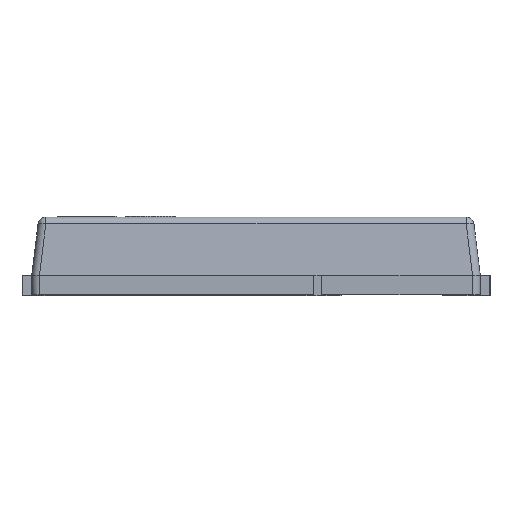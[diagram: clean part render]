
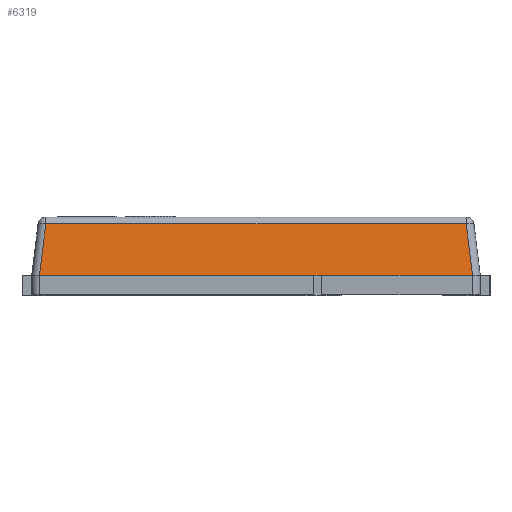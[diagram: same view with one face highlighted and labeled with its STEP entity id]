
A CAD part, left-side view. The second image highlights one B-rep face of the part: STEP entity #6319.
In plain terms, the highlighted planar face has unit normal (-0.993, 0, 0.122).
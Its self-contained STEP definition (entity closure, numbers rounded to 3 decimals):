
#218 = VECTOR ( 'NONE', #18028, 1000. ) ;
#765 = LINE ( 'NONE', #16921, #11344 ) ;
#1020 = DIRECTION ( 'NONE',  ( 0.122, 0., 0.993 ) ) ;
#1121 = VERTEX_POINT ( 'NONE', #4166 ) ;
#1205 = CARTESIAN_POINT ( 'NONE',  ( -2.45, 2.875, 0. ) ) ;
#1642 = LINE ( 'NONE', #13074, #218 ) ;
#1703 = VERTEX_POINT ( 'NONE', #15625 ) ;
#1755 = VECTOR ( 'NONE', #11925, 1000. ) ;
#1939 = DIRECTION ( 'NONE',  ( -0.121, 0.121, -0.985 ) ) ;
#2280 = VECTOR ( 'NONE', #6118, 1000. ) ;
#2523 = CARTESIAN_POINT ( 'NONE',  ( -2.45, -0.74, 0. ) ) ;
#2740 = FACE_OUTER_BOUND ( 'NONE', #12943, .T. ) ;
#2756 = ORIENTED_EDGE ( 'NONE', *, *, #8824, .T. ) ;
#2856 = ORIENTED_EDGE ( 'NONE', *, *, #7408, .T. ) ;
#3126 = CARTESIAN_POINT ( 'NONE',  ( -2.45, 2.775, 0. ) ) ;
#3141 = ORIENTED_EDGE ( 'NONE', *, *, #10864, .T. ) ;
#3188 = EDGE_CURVE ( 'NONE', #11604, #19708, #13102, .T. ) ;
#3737 = AXIS2_PLACEMENT_3D ( 'NONE', #6165, #7572, #10874 ) ;
#3865 = VERTEX_POINT ( 'NONE', #20677 ) ;
#4166 = CARTESIAN_POINT ( 'NONE',  ( -2.45, -2.776, 0. ) ) ;
#4397 = CARTESIAN_POINT ( 'NONE',  ( -2.45, 2.775, 0. ) ) ;
#4998 = VECTOR ( 'NONE', #11687, 1000. ) ;
#5226 = VERTEX_POINT ( 'NONE', #18944 ) ;
#5622 = VECTOR ( 'NONE', #19670, 1000. ) ;
#6071 = CARTESIAN_POINT ( 'NONE',  ( -2.45, -0.74, 0. ) ) ;
#6118 = DIRECTION ( 'NONE',  ( 0., -1., 0. ) ) ;
#6165 = CARTESIAN_POINT ( 'NONE',  ( -2.45, 2.875, 0. ) ) ;
#6198 = CARTESIAN_POINT ( 'NONE',  ( -2.369, -2.694, 0.662 ) ) ;
#6267 = ORIENTED_EDGE ( 'NONE', *, *, #9492, .T. ) ;
#6319 = ADVANCED_FACE ( 'NONE', ( #2740 ), #19043, .T. ) ;
#6586 = ORIENTED_EDGE ( 'NONE', *, *, #3188, .T. ) ;
#6592 = EDGE_CURVE ( 'NONE', #20741, #11604, #17182, .T. ) ;
#6999 = LINE ( 'NONE', #20089, #1755 ) ;
#7408 = EDGE_CURVE ( 'NONE', #3865, #20741, #6999, .T. ) ;
#7420 = CARTESIAN_POINT ( 'NONE',  ( -2.45, -2.775, 0. ) ) ;
#7572 = DIRECTION ( 'NONE',  ( -0.993, 0., 0.122 ) ) ;
#8534 = EDGE_CURVE ( 'NONE', #20229, #1121, #15454, .T. ) ;
#8824 = EDGE_CURVE ( 'NONE', #14407, #5226, #765, .T. ) ;
#9021 = CARTESIAN_POINT ( 'NONE',  ( -2.45, -2.776, 0. ) ) ;
#9492 = EDGE_CURVE ( 'NONE', #11783, #20229, #15857, .T. ) ;
#9562 = EDGE_CURVE ( 'NONE', #1121, #14407, #19737, .T. ) ;
#10689 = VECTOR ( 'NONE', #1939, 1000. ) ;
#10864 = EDGE_CURVE ( 'NONE', #19708, #11783, #1642, .T. ) ;
#10874 = DIRECTION ( 'NONE',  ( 0.122, 0., 0.993 ) ) ;
#11344 = VECTOR ( 'NONE', #18448, 1000. ) ;
#11604 = VERTEX_POINT ( 'NONE', #13241 ) ;
#11687 = DIRECTION ( 'NONE',  ( 0.121, 0.121, 0.985 ) ) ;
#11699 = ORIENTED_EDGE ( 'NONE', *, *, #9562, .T. ) ;
#11783 = VERTEX_POINT ( 'NONE', #18466 ) ;
#11925 = DIRECTION ( 'NONE',  ( 0., -1., 0. ) ) ;
#12943 = EDGE_LOOP ( 'NONE', ( #13783, #21130, #2856, #16086, #6586, #3141, #6267, #14113, #11699, #2756 ) ) ;
#12997 = VECTOR ( 'NONE', #1020, 1000. ) ;
#13074 = CARTESIAN_POINT ( 'NONE',  ( -2.45, -0.84, 0. ) ) ;
#13102 = LINE ( 'NONE', #17956, #5622 ) ;
#13241 = CARTESIAN_POINT ( 'NONE',  ( -2.45, -0.74, 0.004 ) ) ;
#13257 = CARTESIAN_POINT ( 'NONE',  ( -2.45, -0.84, 0.004 ) ) ;
#13621 = CARTESIAN_POINT ( 'NONE',  ( -2.45, -2.775, 0. ) ) ;
#13766 = EDGE_CURVE ( 'NONE', #1703, #3865, #18357, .T. ) ;
#13783 = ORIENTED_EDGE ( 'NONE', *, *, #15796, .T. ) ;
#14113 = ORIENTED_EDGE ( 'NONE', *, *, #8534, .T. ) ;
#14407 = VERTEX_POINT ( 'NONE', #6198 ) ;
#14578 = CARTESIAN_POINT ( 'NONE',  ( -2.45, 2.775, 0. ) ) ;
#14776 = LINE ( 'NONE', #21127, #10689 ) ;
#15234 = CARTESIAN_POINT ( 'NONE',  ( -2.45, -2.775, 0. ) ) ;
#15454 =( BOUNDED_CURVE ( )  B_SPLINE_CURVE ( 3, ( #15234, #7420, #13621, #9021 ),
 .UNSPECIFIED., .F., .T. ) 
 B_SPLINE_CURVE_WITH_KNOTS ( ( 4, 4 ),
 ( 3.142, 3.149 ),
 .UNSPECIFIED. ) 
 CURVE ( )  GEOMETRIC_REPRESENTATION_ITEM ( )  RATIONAL_B_SPLINE_CURVE ( ( 1., 1., 1., 1. ) ) 
 REPRESENTATION_ITEM ( '' )  );
#15625 = CARTESIAN_POINT ( 'NONE',  ( -2.45, 2.776, 0. ) ) ;
#15796 = EDGE_CURVE ( 'NONE', #5226, #1703, #14776, .T. ) ;
#15837 = CARTESIAN_POINT ( 'NONE',  ( -2.45, -2.775, 0. ) ) ;
#15857 = LINE ( 'NONE', #1205, #2280 ) ;
#16086 = ORIENTED_EDGE ( 'NONE', *, *, #6592, .T. ) ;
#16614 = CARTESIAN_POINT ( 'NONE',  ( -2.367, -2.693, 0.674 ) ) ;
#16921 = CARTESIAN_POINT ( 'NONE',  ( -2.369, 2.783, 0.662 ) ) ;
#17182 = LINE ( 'NONE', #2523, #12997 ) ;
#17817 = CARTESIAN_POINT ( 'NONE',  ( -2.45, 2.776, 0. ) ) ;
#17956 = CARTESIAN_POINT ( 'NONE',  ( -2.45, 2.875, 0.004 ) ) ;
#18028 = DIRECTION ( 'NONE',  ( -0.122, 0., -0.993 ) ) ;
#18357 =( BOUNDED_CURVE ( )  B_SPLINE_CURVE ( 3, ( #17817, #3126, #14578, #4397 ),
 .UNSPECIFIED., .F., .T. ) 
 B_SPLINE_CURVE_WITH_KNOTS ( ( 4, 4 ),
 ( 3.134, 3.142 ),
 .UNSPECIFIED. ) 
 CURVE ( )  GEOMETRIC_REPRESENTATION_ITEM ( )  RATIONAL_B_SPLINE_CURVE ( ( 1., 1., 1., 1. ) ) 
 REPRESENTATION_ITEM ( '' )  );
#18448 = DIRECTION ( 'NONE',  ( 0., 1., 0. ) ) ;
#18466 = CARTESIAN_POINT ( 'NONE',  ( -2.45, -0.84, 0. ) ) ;
#18944 = CARTESIAN_POINT ( 'NONE',  ( -2.369, 2.694, 0.662 ) ) ;
#19043 = PLANE ( 'NONE',  #3737 ) ;
#19670 = DIRECTION ( 'NONE',  ( 0., -1., 0. ) ) ;
#19708 = VERTEX_POINT ( 'NONE', #13257 ) ;
#19737 = LINE ( 'NONE', #16614, #4998 ) ;
#20089 = CARTESIAN_POINT ( 'NONE',  ( -2.45, 2.875, 0. ) ) ;
#20229 = VERTEX_POINT ( 'NONE', #15837 ) ;
#20677 = CARTESIAN_POINT ( 'NONE',  ( -2.45, 2.775, 0. ) ) ;
#20741 = VERTEX_POINT ( 'NONE', #6071 ) ;
#21127 = CARTESIAN_POINT ( 'NONE',  ( -2.451, 2.777, -0.012 ) ) ;
#21130 = ORIENTED_EDGE ( 'NONE', *, *, #13766, .T. ) ;
